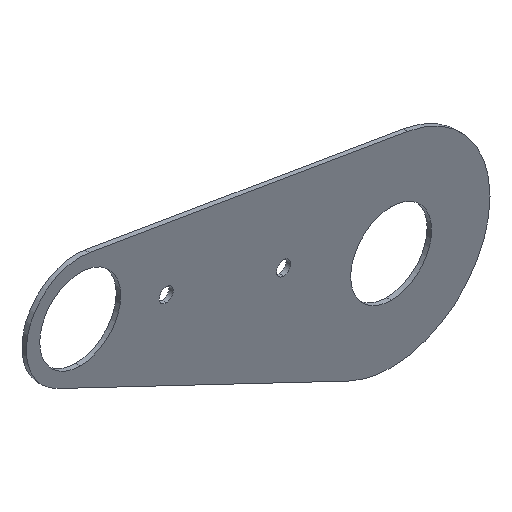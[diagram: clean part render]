
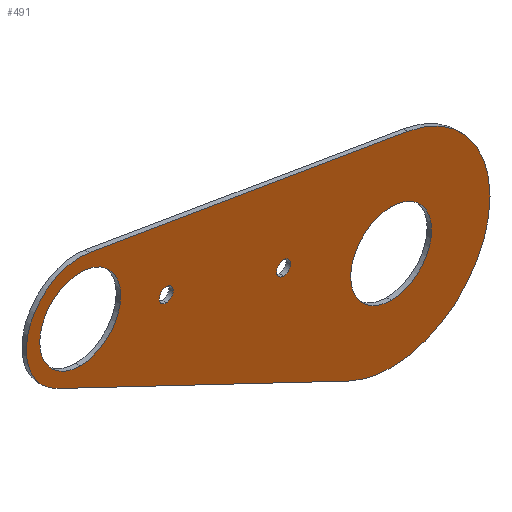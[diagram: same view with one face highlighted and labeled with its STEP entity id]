
A CAD part, isometric view. The second image highlights one B-rep face of the part: STEP entity #491.
In plain terms, the highlighted planar face has unit normal (0, -1, 0).
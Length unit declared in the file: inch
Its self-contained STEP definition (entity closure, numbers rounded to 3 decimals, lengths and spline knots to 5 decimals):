
#5 = DIRECTION ( 'NONE',  ( 0., 0., 1. ) ) ;
#6 = AXIS2_PLACEMENT_3D ( 'NONE', #353, #529, #41 ) ;
#8 = CIRCLE ( 'NONE', #329, 0.75 ) ;
#21 = AXIS2_PLACEMENT_3D ( 'NONE', #48, #234, #402 ) ;
#23 = CARTESIAN_POINT ( 'NONE',  ( -4.75, 0.25, 0. ) ) ;
#29 = VERTEX_POINT ( 'NONE', #373 ) ;
#30 = DIRECTION ( 'NONE',  ( 0., 0., 1. ) ) ;
#32 = CIRCLE ( 'NONE', #113, 0.564 ) ;
#39 = ORIENTED_EDGE ( 'NONE', *, *, #490, .T. ) ;
#41 = DIRECTION ( 'NONE',  ( 0., 0., 1. ) ) ;
#48 = CARTESIAN_POINT ( 'NONE',  ( -6.25, 0.25, 0.57495 ) ) ;
#58 = AXIS2_PLACEMENT_3D ( 'NONE', #23, #295, #73 ) ;
#70 = AXIS2_PLACEMENT_3D ( 'NONE', #314, #486, #274 ) ;
#72 = CARTESIAN_POINT ( 'NONE',  ( -1.47676, 0.25, -3.09092 ) ) ;
#73 = DIRECTION ( 'NONE',  ( 0., 0., 1. ) ) ;
#75 = CARTESIAN_POINT ( 'NONE',  ( -6.25, 0.25, 0.47695 ) ) ;
#76 = EDGE_LOOP ( 'NONE', ( #243, #194 ) ) ;
#87 = AXIS2_PLACEMENT_3D ( 'NONE', #237, #537, #465 ) ;
#94 = CARTESIAN_POINT ( 'NONE',  ( -9.08437, 0.25, 1.939 ) ) ;
#99 = EDGE_LOOP ( 'NONE', ( #203, #145, #236, #196, #563 ) ) ;
#109 = CARTESIAN_POINT ( 'NONE',  ( -9.08437, 0.25, 1.375 ) ) ;
#113 = AXIS2_PLACEMENT_3D ( 'NONE', #109, #247, #5 ) ;
#114 = EDGE_CURVE ( 'NONE', #564, #176, #179, .T. ) ;
#120 = CARTESIAN_POINT ( 'NONE',  ( -4.75, 0.25, 0. ) ) ;
#124 = DIRECTION ( 'NONE',  ( 0., 0., 1. ) ) ;
#127 = EDGE_CURVE ( 'NONE', #141, #450, #549, .T. ) ;
#130 = CARTESIAN_POINT ( 'NONE',  ( -9.4077, 0.25, 0.69827 ) ) ;
#135 = PLANE ( 'NONE',  #363 ) ;
#141 = VERTEX_POINT ( 'NONE', #269 ) ;
#145 = ORIENTED_EDGE ( 'NONE', *, *, #210, .F. ) ;
#157 = VERTEX_POINT ( 'NONE', #294 ) ;
#169 = DIRECTION ( 'NONE',  ( 0., 1., 0. ) ) ;
#173 = DIRECTION ( 'NONE',  ( 0., 0., 1. ) ) ;
#176 = VERTEX_POINT ( 'NONE', #130 ) ;
#178 = CARTESIAN_POINT ( 'NONE',  ( -9.08437, 0.25, 1.375 ) ) ;
#179 = LINE ( 'NONE', #72, #345 ) ;
#181 = FACE_BOUND ( 'NONE', #76, .T. ) ;
#183 = VECTOR ( 'NONE', #425, 39.37008 ) ;
#186 = CARTESIAN_POINT ( 'NONE',  ( -4.75, 0.25, -1.37787 ) ) ;
#189 = VERTEX_POINT ( 'NONE', #573 ) ;
#194 = ORIENTED_EDGE ( 'NONE', *, *, #127, .T. ) ;
#196 = ORIENTED_EDGE ( 'NONE', *, *, #273, .T. ) ;
#203 = ORIENTED_EDGE ( 'NONE', *, *, #114, .F. ) ;
#210 = EDGE_CURVE ( 'NONE', #318, #564, #408, .T. ) ;
#215 = ORIENTED_EDGE ( 'NONE', *, *, #366, .T. ) ;
#222 = DIRECTION ( 'NONE',  ( 0., 1., 0. ) ) ;
#225 = EDGE_LOOP ( 'NONE', ( #301, #39 ) ) ;
#227 = EDGE_CURVE ( 'NONE', #566, #287, #281, .T. ) ;
#228 = DIRECTION ( 'NONE',  ( 0., 1., 0. ) ) ;
#230 = FACE_OUTER_BOUND ( 'NONE', #99, .T. ) ;
#234 = DIRECTION ( 'NONE',  ( 0., 1., 0. ) ) ;
#235 = EDGE_LOOP ( 'NONE', ( #361, #399 ) ) ;
#236 = ORIENTED_EDGE ( 'NONE', *, *, #445, .F. ) ;
#237 = CARTESIAN_POINT ( 'NONE',  ( -7.88437, 0.25, 1.06921 ) ) ;
#239 = CIRCLE ( 'NONE', #550, 0.098 ) ;
#243 = ORIENTED_EDGE ( 'NONE', *, *, #446, .T. ) ;
#246 = AXIS2_PLACEMENT_3D ( 'NONE', #333, #507, #416 ) ;
#247 = DIRECTION ( 'NONE',  ( 0., 1., 0. ) ) ;
#252 = LINE ( 'NONE', #334, #183 ) ;
#269 = CARTESIAN_POINT ( 'NONE',  ( -7.88437, 0.25, 1.16721 ) ) ;
#270 = CIRCLE ( 'NONE', #246, 1.37787 ) ;
#273 = EDGE_CURVE ( 'NONE', #534, #189, #252, .T. ) ;
#274 = DIRECTION ( 'NONE',  ( 0., 0., 1. ) ) ;
#281 = CIRCLE ( 'NONE', #21, 0.098 ) ;
#282 = AXIS2_PLACEMENT_3D ( 'NONE', #120, #228, #398 ) ;
#287 = VERTEX_POINT ( 'NONE', #508 ) ;
#294 = CARTESIAN_POINT ( 'NONE',  ( -4.75, 0.25, -0.564 ) ) ;
#295 = DIRECTION ( 'NONE',  ( 0., 1., 0. ) ) ;
#298 = FACE_BOUND ( 'NONE', #403, .T. ) ;
#301 = ORIENTED_EDGE ( 'NONE', *, *, #414, .T. ) ;
#305 = CARTESIAN_POINT ( 'NONE',  ( -5.344, 0.25, -1.24326 ) ) ;
#308 = CARTESIAN_POINT ( 'NONE',  ( 0., 0.25, 0. ) ) ;
#313 = CARTESIAN_POINT ( 'NONE',  ( -9.08437, 0.25, 0.811 ) ) ;
#314 = CARTESIAN_POINT ( 'NONE',  ( -4.75, 0.25, 0. ) ) ;
#317 = DIRECTION ( 'NONE',  ( 0., 1., 0. ) ) ;
#318 = VERTEX_POINT ( 'NONE', #186 ) ;
#329 = AXIS2_PLACEMENT_3D ( 'NONE', #556, #169, #124 ) ;
#333 = CARTESIAN_POINT ( 'NONE',  ( -4.75, 0.25, 0. ) ) ;
#334 = CARTESIAN_POINT ( 'NONE',  ( 0.09745, 0.25, 0.57224 ) ) ;
#345 = VECTOR ( 'NONE', #567, 39.37008 ) ;
#349 = EDGE_CURVE ( 'NONE', #176, #189, #8, .T. ) ;
#352 = FACE_BOUND ( 'NONE', #225, .T. ) ;
#353 = CARTESIAN_POINT ( 'NONE',  ( -7.88437, 0.25, 1.06921 ) ) ;
#361 = ORIENTED_EDGE ( 'NONE', *, *, #381, .T. ) ;
#363 = AXIS2_PLACEMENT_3D ( 'NONE', #308, #561, #481 ) ;
#366 = EDGE_CURVE ( 'NONE', #287, #566, #239, .T. ) ;
#373 = CARTESIAN_POINT ( 'NONE',  ( -4.75, 0.25, 0.564 ) ) ;
#381 = EDGE_CURVE ( 'NONE', #157, #29, #382, .T. ) ;
#382 = CIRCLE ( 'NONE', #282, 0.564 ) ;
#385 = CIRCLE ( 'NONE', #87, 0.098 ) ;
#398 = DIRECTION ( 'NONE',  ( 0., 0., 1. ) ) ;
#399 = ORIENTED_EDGE ( 'NONE', *, *, #462, .T. ) ;
#402 = DIRECTION ( 'NONE',  ( 0., 0., 1. ) ) ;
#403 = EDGE_LOOP ( 'NONE', ( #560, #215 ) ) ;
#408 = CIRCLE ( 'NONE', #70, 1.37787 ) ;
#411 = VERTEX_POINT ( 'NONE', #94 ) ;
#412 = CIRCLE ( 'NONE', #58, 0.564 ) ;
#414 = EDGE_CURVE ( 'NONE', #557, #411, #32, .T. ) ;
#416 = DIRECTION ( 'NONE',  ( 0., 0., 1. ) ) ;
#425 = DIRECTION ( 'NONE',  ( -0.986, 0., 0.168 ) ) ;
#438 = CARTESIAN_POINT ( 'NONE',  ( -4.5187, 0.25, 1.35832 ) ) ;
#445 = EDGE_CURVE ( 'NONE', #534, #318, #270, .T. ) ;
#446 = EDGE_CURVE ( 'NONE', #450, #141, #385, .T. ) ;
#450 = VERTEX_POINT ( 'NONE', #552 ) ;
#461 = AXIS2_PLACEMENT_3D ( 'NONE', #178, #222, #30 ) ;
#462 = EDGE_CURVE ( 'NONE', #29, #157, #412, .T. ) ;
#465 = DIRECTION ( 'NONE',  ( 0., 0., 1. ) ) ;
#481 = DIRECTION ( 'NONE',  ( 0., 0., 1. ) ) ;
#486 = DIRECTION ( 'NONE',  ( 0., 1., 0. ) ) ;
#490 = EDGE_CURVE ( 'NONE', #411, #557, #530, .T. ) ;
#491 = ADVANCED_FACE ( 'NONE', ( #352, #526, #230, #298, #181 ), #135, .F. ) ;
#507 = DIRECTION ( 'NONE',  ( 0., 1., 0. ) ) ;
#508 = CARTESIAN_POINT ( 'NONE',  ( -6.25, 0.25, 0.67295 ) ) ;
#526 = FACE_BOUND ( 'NONE', #235, .T. ) ;
#529 = DIRECTION ( 'NONE',  ( 0., 1., 0. ) ) ;
#530 = CIRCLE ( 'NONE', #461, 0.564 ) ;
#534 = VERTEX_POINT ( 'NONE', #438 ) ;
#537 = DIRECTION ( 'NONE',  ( 0., 1., 0. ) ) ;
#549 = CIRCLE ( 'NONE', #6, 0.098 ) ;
#550 = AXIS2_PLACEMENT_3D ( 'NONE', #558, #317, #173 ) ;
#552 = CARTESIAN_POINT ( 'NONE',  ( -7.88437, 0.25, 0.97121 ) ) ;
#556 = CARTESIAN_POINT ( 'NONE',  ( -9.08437, 0.25, 1.375 ) ) ;
#557 = VERTEX_POINT ( 'NONE', #313 ) ;
#558 = CARTESIAN_POINT ( 'NONE',  ( -6.25, 0.25, 0.57495 ) ) ;
#560 = ORIENTED_EDGE ( 'NONE', *, *, #227, .T. ) ;
#561 = DIRECTION ( 'NONE',  ( 0., 1., 0. ) ) ;
#563 = ORIENTED_EDGE ( 'NONE', *, *, #349, .F. ) ;
#564 = VERTEX_POINT ( 'NONE', #305 ) ;
#566 = VERTEX_POINT ( 'NONE', #75 ) ;
#567 = DIRECTION ( 'NONE',  ( -0.902, 0., 0.431 ) ) ;
#573 = CARTESIAN_POINT ( 'NONE',  ( -8.95847, 0.25, 2.11436 ) ) ;
